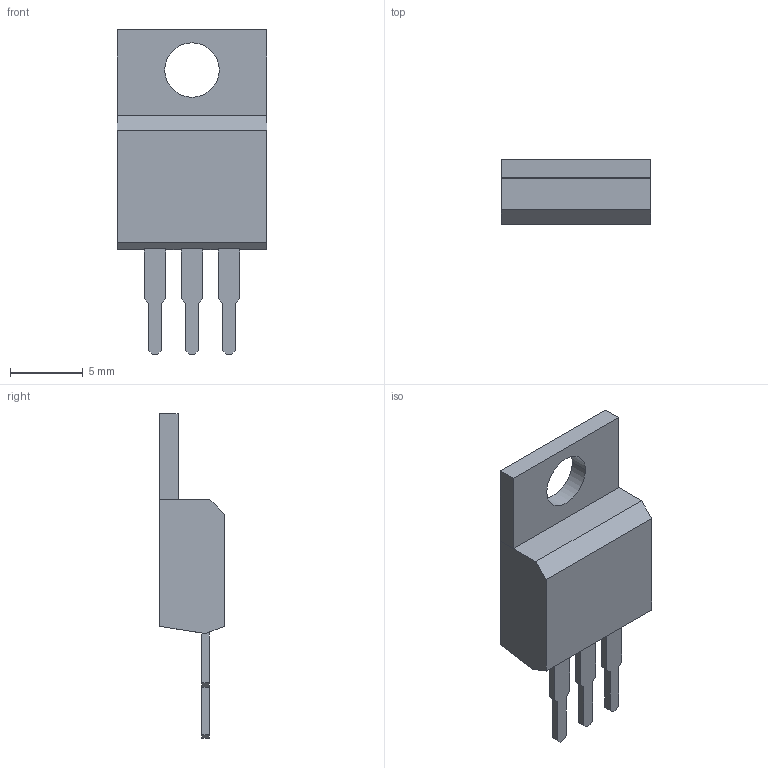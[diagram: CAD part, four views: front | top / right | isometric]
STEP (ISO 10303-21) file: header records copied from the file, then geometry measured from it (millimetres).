
FILE_DESCRIPTION (( 'STEP AP214' ), '1' );
FILE_NAME ('TO220-3_Vertical.STEP', '2020-10-12T13:17:43', ( 'Elessar' ), ( '' ), 'SwSTEP 2.0', 'SolidWorks 2018', '' );
FILE_SCHEMA (( 'AUTOMOTIVE_DESIGN' ));
Length unit declared in the file: millimetre
Products named in the file (1): TO220-3_Vertical
Bounding box: 10.25 x 4.46 x 22.27 mm (x, y, z)
Volume: 478.7 mm3; surface area: 544.8 mm2
Topology: 1 solids, 1 shells, 52 faces, 150 edges, 100 vertices
Faces by surface type: plane 50, cylinder 2
Entity records: 1804 total; most frequent: CARTESIAN_POINT 303, ORIENTED_EDGE 300, DIRECTION 260, EDGE_CURVE 150, LINE 146, VECTOR 146, VERTEX_POINT 100, AXIS2_PLACEMENT_3D 57
